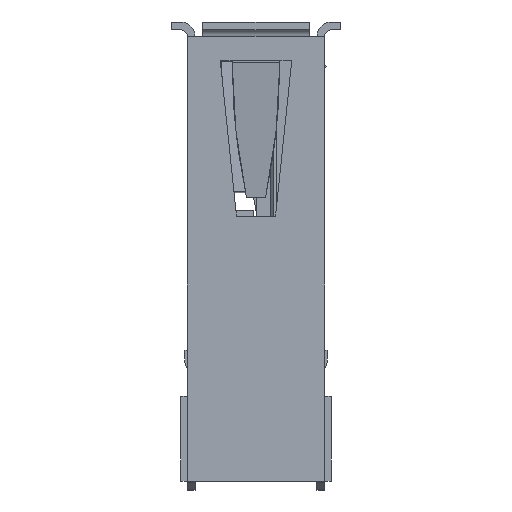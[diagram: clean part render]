
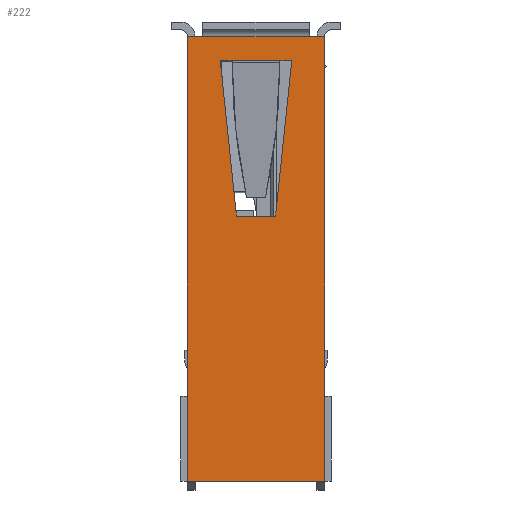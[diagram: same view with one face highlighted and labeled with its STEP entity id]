
A CAD part, left-side view. The second image highlights one B-rep face of the part: STEP entity #222.
In plain terms, the highlighted planar face has unit normal (-1, 0, 0).
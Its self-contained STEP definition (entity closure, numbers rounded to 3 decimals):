
#222=ADVANCED_FACE('',(#753,#754),#755,.T.);
#753=FACE_OUTER_BOUND('',#1539,.T.);
#754=FACE_BOUND('',#1540,.T.);
#755=PLANE('',#1541);
#1539=EDGE_LOOP('',(#3487,#3488,#3489,#3490,#3491,#3492));
#1540=EDGE_LOOP('',(#3493,#3494,#3495,#3496,#3497,#3498));
#1541=AXIS2_PLACEMENT_3D('',#3499,#3500,#3501);
#3487=ORIENTED_EDGE('',*,*,#5280,.T.);
#3488=ORIENTED_EDGE('',*,*,#4851,.T.);
#3489=ORIENTED_EDGE('',*,*,#4799,.F.);
#3490=ORIENTED_EDGE('',*,*,#5281,.F.);
#3491=ORIENTED_EDGE('',*,*,#4729,.T.);
#3492=ORIENTED_EDGE('',*,*,#4867,.T.);
#3493=ORIENTED_EDGE('',*,*,#5282,.F.);
#3494=ORIENTED_EDGE('',*,*,#5283,.F.);
#3495=ORIENTED_EDGE('',*,*,#5284,.F.);
#3496=ORIENTED_EDGE('',*,*,#5285,.F.);
#3497=ORIENTED_EDGE('',*,*,#5286,.F.);
#3498=ORIENTED_EDGE('',*,*,#5287,.F.);
#3499=CARTESIAN_POINT('',(-6.568,-2.88,-19.29));
#3500=DIRECTION('',(-1.0,0.0,0.0));
#3501=DIRECTION('',(0.0,0.0,1.0));
#4729=EDGE_CURVE('',#5665,#5663,#5666,.T.);
#4799=EDGE_CURVE('',#5794,#5796,#5797,.T.);
#4851=EDGE_CURVE('',#5888,#5796,#5889,.T.);
#4867=EDGE_CURVE('',#5663,#5914,#5916,.T.);
#5280=EDGE_CURVE('',#5914,#5888,#6592,.T.);
#5281=EDGE_CURVE('',#5665,#5794,#6593,.T.);
#5282=EDGE_CURVE('',#6594,#6595,#6596,.T.);
#5283=EDGE_CURVE('',#6597,#6594,#6598,.T.);
#5284=EDGE_CURVE('',#6599,#6597,#6600,.T.);
#5285=EDGE_CURVE('',#6601,#6599,#6602,.T.);
#5286=EDGE_CURVE('',#6603,#6601,#6604,.T.);
#5287=EDGE_CURVE('',#6595,#6603,#6605,.T.);
#5663=VERTEX_POINT('',#7155);
#5665=VERTEX_POINT('',#7158);
#5666=LINE('',#7159,#7160);
#5794=VERTEX_POINT('',#7342);
#5796=VERTEX_POINT('',#7345);
#5797=LINE('',#7346,#7347);
#5888=VERTEX_POINT('',#7481);
#5889=LINE('',#7482,#7483);
#5914=VERTEX_POINT('',#7522);
#5916=LINE('',#7525,#7526);
#6592=LINE('',#8752,#8753);
#6593=LINE('',#8754,#8755);
#6594=VERTEX_POINT('',#8756);
#6595=VERTEX_POINT('',#8757);
#6596=LINE('',#8758,#8759);
#6597=VERTEX_POINT('',#8760);
#6598=LINE('',#8761,#8762);
#6599=VERTEX_POINT('',#8763);
#6600=LINE('',#8764,#8765);
#6601=VERTEX_POINT('',#8766);
#6602=LINE('',#8767,#8768);
#6603=VERTEX_POINT('',#8769);
#6604=LINE('',#8770,#8771);
#6605=LINE('',#8772,#8773);
#7155=CARTESIAN_POINT('',(-6.568,-2.88,-0.62));
#7158=CARTESIAN_POINT('',(-6.568,-2.88,-19.29));
#7159=CARTESIAN_POINT('',(-6.568,-2.88,-19.29));
#7160=VECTOR('',#9643,18.67);
#7342=CARTESIAN_POINT('',(-6.568,2.88,-19.29));
#7345=CARTESIAN_POINT('',(-6.568,2.88,-0.62));
#7346=CARTESIAN_POINT('',(-6.568,2.88,-19.29));
#7347=VECTOR('',#9741,18.67);
#7481=CARTESIAN_POINT('',(-6.568,2.24,-0.62));
#7482=CARTESIAN_POINT('',(-6.568,2.24,-0.62));
#7483=VECTOR('',#9809,0.64);
#7522=CARTESIAN_POINT('',(-6.568,-2.24,-0.62));
#7525=CARTESIAN_POINT('',(-6.568,-2.88,-0.62));
#7526=VECTOR('',#9825,0.64);
#8752=CARTESIAN_POINT('',(-6.568,-2.24,-0.62));
#8753=VECTOR('',#10256,4.48);
#8754=CARTESIAN_POINT('',(-6.568,-2.88,-19.29));
#8755=VECTOR('',#10257,5.76);
#8756=CARTESIAN_POINT('',(-6.568,-1.0,-1.62));
#8757=CARTESIAN_POINT('',(-6.568,1.0,-1.62));
#8758=CARTESIAN_POINT('',(-6.568,-1.0,-1.62));
#8759=VECTOR('',#10258,2.0);
#8760=CARTESIAN_POINT('',(-6.568,-1.503,-1.62));
#8761=CARTESIAN_POINT('',(-6.568,-1.503,-1.62));
#8762=VECTOR('',#10259,0.503);
#8763=CARTESIAN_POINT('',(-6.568,-0.822,-8.15));
#8764=CARTESIAN_POINT('',(-6.568,-0.822,-8.15));
#8765=VECTOR('',#10260,6.565);
#8766=CARTESIAN_POINT('',(-6.568,0.822,-8.15));
#8767=CARTESIAN_POINT('',(-6.568,0.822,-8.15));
#8768=VECTOR('',#10261,1.645);
#8769=CARTESIAN_POINT('',(-6.568,1.503,-1.62));
#8770=CARTESIAN_POINT('',(-6.568,1.503,-1.62));
#8771=VECTOR('',#10262,6.565);
#8772=CARTESIAN_POINT('',(-6.568,1.0,-1.62));
#8773=VECTOR('',#10263,0.503);
#9643=DIRECTION('',(0.0,0.0,1.0));
#9741=DIRECTION('',(0.0,0.0,1.0));
#9809=DIRECTION('',(0.,1.0,0.0));
#9825=DIRECTION('',(0.,1.0,0.0));
#10256=DIRECTION('',(0.0,1.0,0.0));
#10257=DIRECTION('',(0.0,1.0,0.0));
#10258=DIRECTION('',(0.0,1.0,0.0));
#10259=DIRECTION('',(0.0,1.0,0.0));
#10260=DIRECTION('',(0.0,-0.104,0.995));
#10261=DIRECTION('',(0.0,-1.0,0.0));
#10262=DIRECTION('',(0.0,-0.104,-0.995));
#10263=DIRECTION('',(0.0,1.0,0.0));
